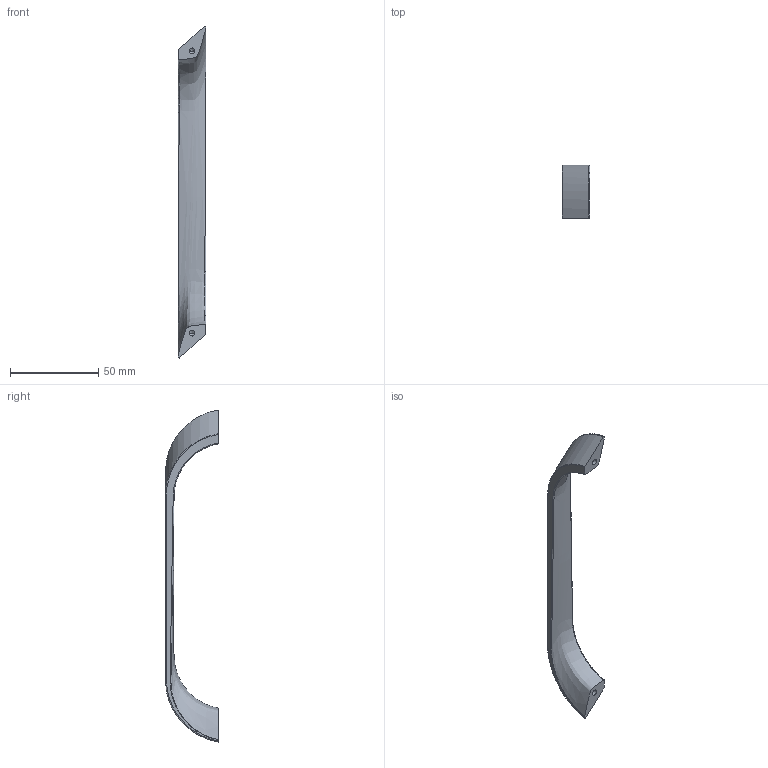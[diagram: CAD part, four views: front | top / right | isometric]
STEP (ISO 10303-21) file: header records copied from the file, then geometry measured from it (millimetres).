
FILE_DESCRIPTION(('Creo Elements/Direct Modeling STEP Export'),'2;1');
FILE_NAME('2381-188.stp','2018-01-23T11:30:37',(''),(''),'Creo Elements/Direct Modeling STEP processor for AP214 (Solid Model)','Creo Elements/Direct Modeling 20.0 12-Nov-2016 (C) Parametric Technology GmbH','');
FILE_SCHEMA(('AUTOMOTIVE_DESIGN { 1 0 10303 214 1 1 1 1 }'));
Length unit declared in the file: millimetre
Products named in the file (1): ZN-9713
Bounding box: 15.68 x 30.04 x 188.22 mm (x, y, z)
Volume: 17227.3 mm3; surface area: 8769.5 mm2
Topology: 1 solids, 1 shells, 42 faces, 113 edges, 73 vertices
Faces by surface type: bspline 24, cylinder 8, plane 6, cone 4
Entity records: 5988 total; most frequent: CARTESIAN_POINT 5097, ORIENTED_EDGE 218, DIRECTION 110, EDGE_CURVE 109, VERTEX_POINT 73, B_SPLINE_CURVE_WITH_KNOTS 55, EDGE_LOOP 46, AXIS2_PLACEMENT_3D 45
